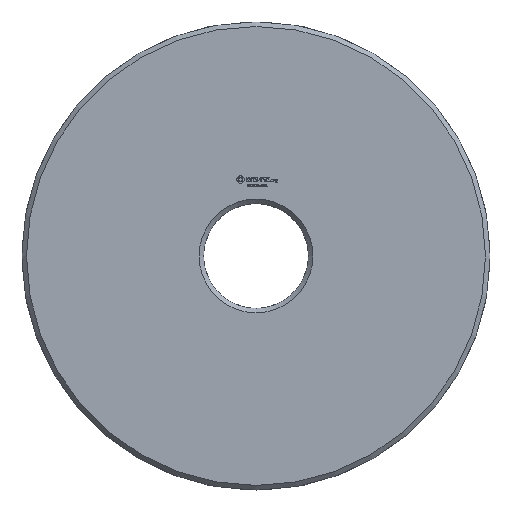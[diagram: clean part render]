
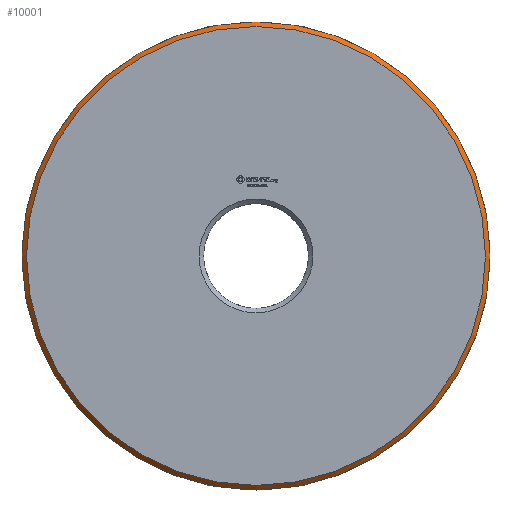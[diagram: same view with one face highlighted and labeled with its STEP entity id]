
A CAD part, top view. The second image highlights one B-rep face of the part: STEP entity #10001.
In plain terms, the highlighted conical face has half-angle 45 degrees and reference radius 15.625 mm.
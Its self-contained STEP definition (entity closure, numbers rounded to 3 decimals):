
#21 = EDGE_CURVE('',#22,#22,#24,.T.);
#22 = VERTEX_POINT('',#23);
#23 = CARTESIAN_POINT('',(15.325,0.,3.125));
#24 = SURFACE_CURVE('',#25,(#30,#42),.PCURVE_S1.);
#25 = CIRCLE('',#26,15.325);
#26 = AXIS2_PLACEMENT_3D('',#27,#28,#29);
#27 = CARTESIAN_POINT('',(0.,0.,3.125));
#28 = DIRECTION('',(0.,0.,-1.));
#29 = DIRECTION('',(1.,0.,0.));
#30 = PCURVE('',#31,#36);
#31 = PLANE('',#32);
#32 = AXIS2_PLACEMENT_3D('',#33,#34,#35);
#33 = CARTESIAN_POINT('',(0.,0.,3.125));
#34 = DIRECTION('',(0.,0.,-1.));
#35 = DIRECTION('',(1.,0.,0.));
#36 = DEFINITIONAL_REPRESENTATION('',(#37),#41);
#37 = CIRCLE('',#38,15.325);
#38 = AXIS2_PLACEMENT_2D('',#39,#40);
#39 = CARTESIAN_POINT('',(0.,0.));
#40 = DIRECTION('',(1.,0.));
#41 = ( GEOMETRIC_REPRESENTATION_CONTEXT(2) 
PARAMETRIC_REPRESENTATION_CONTEXT() REPRESENTATION_CONTEXT('2D SPACE',''
  ) );
#42 = PCURVE('',#43,#48);
#43 = CONICAL_SURFACE('',#44,15.625,0.785);
#44 = AXIS2_PLACEMENT_3D('',#45,#46,#47);
#45 = CARTESIAN_POINT('',(0.,0.,2.825));
#46 = DIRECTION('',(0.,0.,-1.));
#47 = DIRECTION('',(1.,0.,0.));
#48 = DEFINITIONAL_REPRESENTATION('',(#49),#53);
#49 = LINE('',#50,#51);
#50 = CARTESIAN_POINT('',(0.,-0.3));
#51 = VECTOR('',#52,1.);
#52 = DIRECTION('',(1.,-0.));
#53 = ( GEOMETRIC_REPRESENTATION_CONTEXT(2) 
PARAMETRIC_REPRESENTATION_CONTEXT() REPRESENTATION_CONTEXT('2D SPACE',''
  ) );
#10001 = ADVANCED_FACE('',(#10002),#43,.T.);
#10002 = FACE_BOUND('',#10003,.F.);
#10003 = EDGE_LOOP('',(#10004,#10033,#10054,#10055));
#10004 = ORIENTED_EDGE('',*,*,#10005,.T.);
#10005 = EDGE_CURVE('',#10006,#10006,#10008,.T.);
#10006 = VERTEX_POINT('',#10007);
#10007 = CARTESIAN_POINT('',(15.625,0.,2.825));
#10008 = SURFACE_CURVE('',#10009,(#10014,#10021),.PCURVE_S1.);
#10009 = CIRCLE('',#10010,15.625);
#10010 = AXIS2_PLACEMENT_3D('',#10011,#10012,#10013);
#10011 = CARTESIAN_POINT('',(0.,0.,2.825));
#10012 = DIRECTION('',(0.,0.,-1.));
#10013 = DIRECTION('',(1.,0.,0.));
#10014 = PCURVE('',#43,#10015);
#10015 = DEFINITIONAL_REPRESENTATION('',(#10016),#10020);
#10016 = LINE('',#10017,#10018);
#10017 = CARTESIAN_POINT('',(0.,-0.));
#10018 = VECTOR('',#10019,1.);
#10019 = DIRECTION('',(1.,-0.));
#10020 = ( GEOMETRIC_REPRESENTATION_CONTEXT(2) 
PARAMETRIC_REPRESENTATION_CONTEXT() REPRESENTATION_CONTEXT('2D SPACE',''
  ) );
#10021 = PCURVE('',#10022,#10027);
#10022 = CYLINDRICAL_SURFACE('',#10023,15.625);
#10023 = AXIS2_PLACEMENT_3D('',#10024,#10025,#10026);
#10024 = CARTESIAN_POINT('',(0.,0.,2.325));
#10025 = DIRECTION('',(0.,0.,1.));
#10026 = DIRECTION('',(1.,0.,0.));
#10027 = DEFINITIONAL_REPRESENTATION('',(#10028),#10032);
#10028 = LINE('',#10029,#10030);
#10029 = CARTESIAN_POINT('',(-0.,0.5));
#10030 = VECTOR('',#10031,1.);
#10031 = DIRECTION('',(-1.,0.));
#10032 = ( GEOMETRIC_REPRESENTATION_CONTEXT(2) 
PARAMETRIC_REPRESENTATION_CONTEXT() REPRESENTATION_CONTEXT('2D SPACE',''
  ) );
#10033 = ORIENTED_EDGE('',*,*,#10034,.T.);
#10034 = EDGE_CURVE('',#10006,#22,#10035,.T.);
#10035 = SEAM_CURVE('',#10036,(#10040,#10047),.PCURVE_S1.);
#10036 = LINE('',#10037,#10038);
#10037 = CARTESIAN_POINT('',(15.625,0.,2.825));
#10038 = VECTOR('',#10039,1.);
#10039 = DIRECTION('',(-0.707,0.,
    0.707));
#10040 = PCURVE('',#43,#10041);
#10041 = DEFINITIONAL_REPRESENTATION('',(#10042),#10046);
#10042 = LINE('',#10043,#10044);
#10043 = CARTESIAN_POINT('',(0.,-0.));
#10044 = VECTOR('',#10045,1.);
#10045 = DIRECTION('',(0.,-1.));
#10046 = ( GEOMETRIC_REPRESENTATION_CONTEXT(2) 
PARAMETRIC_REPRESENTATION_CONTEXT() REPRESENTATION_CONTEXT('2D SPACE',''
  ) );
#10047 = PCURVE('',#43,#10048);
#10048 = DEFINITIONAL_REPRESENTATION('',(#10049),#10053);
#10049 = LINE('',#10050,#10051);
#10050 = CARTESIAN_POINT('',(6.283,-0.));
#10051 = VECTOR('',#10052,1.);
#10052 = DIRECTION('',(0.,-1.));
#10053 = ( GEOMETRIC_REPRESENTATION_CONTEXT(2) 
PARAMETRIC_REPRESENTATION_CONTEXT() REPRESENTATION_CONTEXT('2D SPACE',''
  ) );
#10054 = ORIENTED_EDGE('',*,*,#21,.F.);
#10055 = ORIENTED_EDGE('',*,*,#10034,.F.);
